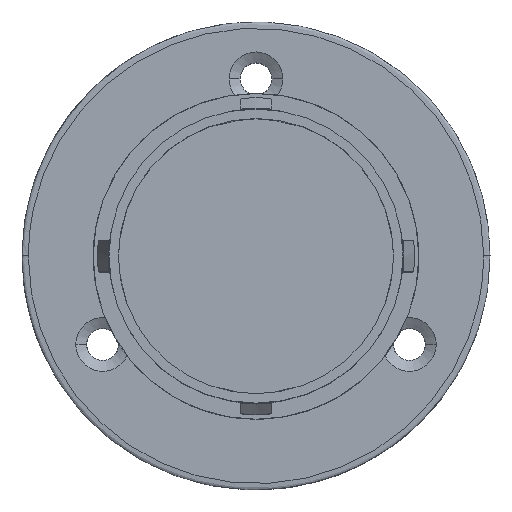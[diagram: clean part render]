
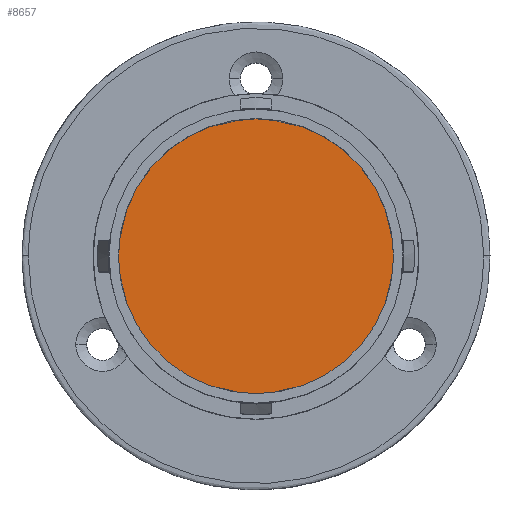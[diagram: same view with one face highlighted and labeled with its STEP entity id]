
A CAD part, top view. The second image highlights one B-rep face of the part: STEP entity #8657.
In plain terms, the highlighted face is planar.
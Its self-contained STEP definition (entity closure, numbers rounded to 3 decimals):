
#207 = AXIS2_PLACEMENT_3D ( 'NONE', #6961, #4740, #5529 ) ;
#216 = FACE_OUTER_BOUND ( 'NONE', #723, .T. ) ;
#247 = CARTESIAN_POINT ( 'NONE',  ( 0., 0., 0. ) ) ;
#619 = ORIENTED_EDGE ( 'NONE', *, *, #1919, .T. ) ;
#723 = EDGE_LOOP ( 'NONE', ( #4901, #619 ) ) ;
#1919 = EDGE_CURVE ( 'NONE', #7966, #8065, #7353, .T. ) ;
#2977 = AXIS2_PLACEMENT_3D ( 'NONE', #247, #3852, #8117 ) ;
#3418 = CARTESIAN_POINT ( 'NONE',  ( -21.75, 0., 0. ) ) ;
#3852 = DIRECTION ( 'NONE',  ( 0., 0., 1. ) ) ;
#4740 = DIRECTION ( 'NONE',  ( 0., 0., -1. ) ) ;
#4901 = ORIENTED_EDGE ( 'NONE', *, *, #4988, .T. ) ;
#4988 = EDGE_CURVE ( 'NONE', #8065, #7966, #7085, .T. ) ;
#5156 = CARTESIAN_POINT ( 'NONE',  ( 0., 0., 0. ) ) ;
#5529 = DIRECTION ( 'NONE',  ( -1., 0., 0. ) ) ;
#6089 = PLANE ( 'NONE',  #2977 ) ;
#6427 = CARTESIAN_POINT ( 'NONE',  ( 21.75, 0., 0. ) ) ;
#6674 = DIRECTION ( 'NONE',  ( 0., 0., -1. ) ) ;
#6961 = CARTESIAN_POINT ( 'NONE',  ( 0., 0., 0. ) ) ;
#7085 = CIRCLE ( 'NONE', #9122, 21.75 ) ;
#7307 = DIRECTION ( 'NONE',  ( -1., 0., 0. ) ) ;
#7353 = CIRCLE ( 'NONE', #207, 21.75 ) ;
#7966 = VERTEX_POINT ( 'NONE', #3418 ) ;
#8065 = VERTEX_POINT ( 'NONE', #6427 ) ;
#8117 = DIRECTION ( 'NONE',  ( 1., 0., 0. ) ) ;
#8657 = ADVANCED_FACE ( 'NONE', ( #216 ), #6089, .F. ) ;
#9122 = AXIS2_PLACEMENT_3D ( 'NONE', #5156, #6674, #7307 ) ;
